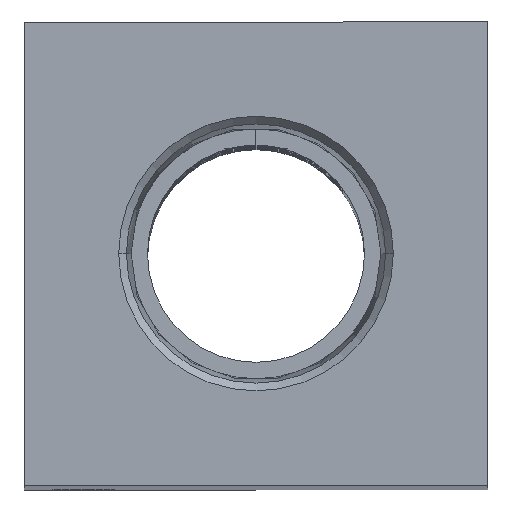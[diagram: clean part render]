
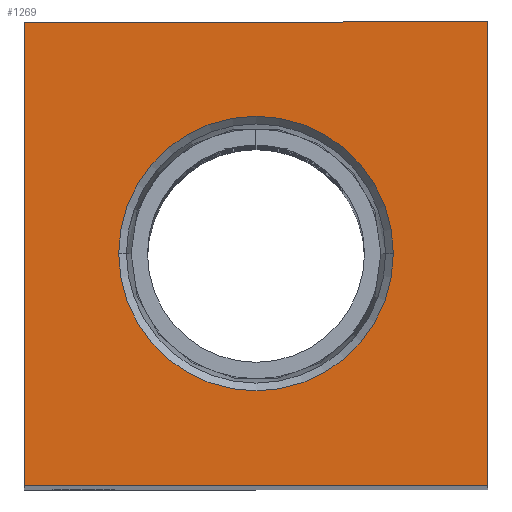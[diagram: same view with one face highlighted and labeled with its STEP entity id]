
A CAD part, top view. The second image highlights one B-rep face of the part: STEP entity #1269.
In plain terms, the highlighted planar face has unit normal (0, 0, 1).
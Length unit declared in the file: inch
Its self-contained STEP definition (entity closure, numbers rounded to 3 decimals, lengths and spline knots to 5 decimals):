
#75 = CARTESIAN_POINT ( 'NONE',  ( 0.75, 0.75, 4.625 ) ) ;
#79 = LINE ( 'NONE', #558, #2662 ) ;
#95 = CARTESIAN_POINT ( 'NONE',  ( 0.75, -0.75, 4.625 ) ) ;
#162 = AXIS2_PLACEMENT_3D ( 'NONE', #1833, #2005, #1343 ) ;
#211 = CIRCLE ( 'NONE', #1776, 0.44487 ) ;
#232 = DIRECTION ( 'NONE',  ( 1., 0., 0. ) ) ;
#242 = DIRECTION ( 'NONE',  ( 0., 0., 1. ) ) ;
#254 = CARTESIAN_POINT ( 'NONE',  ( 0., 0., 4.625 ) ) ;
#376 = VECTOR ( 'NONE', #2546, 39.37008 ) ;
#399 = LINE ( 'NONE', #2356, #2402 ) ;
#483 = CARTESIAN_POINT ( 'NONE',  ( -0.75, -0.75, 4.625 ) ) ;
#496 = VERTEX_POINT ( 'NONE', #483 ) ;
#558 = CARTESIAN_POINT ( 'NONE',  ( 0.75, -0.75, 4.625 ) ) ;
#588 = EDGE_CURVE ( 'NONE', #1306, #693, #399, .T. ) ;
#693 = VERTEX_POINT ( 'NONE', #75 ) ;
#815 = DIRECTION ( 'NONE',  ( 1., 0., 0. ) ) ;
#1036 = CARTESIAN_POINT ( 'NONE',  ( -0.44487, 0., 4.625 ) ) ;
#1166 = EDGE_LOOP ( 'NONE', ( #1463, #2742, #2878, #1192 ) ) ;
#1192 = ORIENTED_EDGE ( 'NONE', *, *, #1797, .T. ) ;
#1269 = ADVANCED_FACE ( 'NONE', ( #2632, #2028 ), #1454, .T. ) ;
#1306 = VERTEX_POINT ( 'NONE', #95 ) ;
#1343 = DIRECTION ( 'NONE',  ( 1., 0., 0. ) ) ;
#1391 = VERTEX_POINT ( 'NONE', #1696 ) ;
#1394 = ORIENTED_EDGE ( 'NONE', *, *, #1777, .F. ) ;
#1415 = CIRCLE ( 'NONE', #2057, 0.44487 ) ;
#1454 = PLANE ( 'NONE',  #162 ) ;
#1463 = ORIENTED_EDGE ( 'NONE', *, *, #1660, .T. ) ;
#1555 = EDGE_CURVE ( 'NONE', #2253, #2079, #1415, .T. ) ;
#1606 = CARTESIAN_POINT ( 'NONE',  ( -0.75, -0.75, 4.625 ) ) ;
#1660 = EDGE_CURVE ( 'NONE', #1391, #496, #2971, .T. ) ;
#1696 = CARTESIAN_POINT ( 'NONE',  ( -0.75, 0.75, 4.625 ) ) ;
#1776 = AXIS2_PLACEMENT_3D ( 'NONE', #2387, #2375, #2318 ) ;
#1777 = EDGE_CURVE ( 'NONE', #2079, #2253, #211, .T. ) ;
#1797 = EDGE_CURVE ( 'NONE', #693, #1391, #2155, .T. ) ;
#1822 = EDGE_LOOP ( 'NONE', ( #1394, #2168 ) ) ;
#1833 = CARTESIAN_POINT ( 'NONE',  ( 0., 0., 4.625 ) ) ;
#2005 = DIRECTION ( 'NONE',  ( 0., 0., 1. ) ) ;
#2028 = FACE_OUTER_BOUND ( 'NONE', #1166, .T. ) ;
#2057 = AXIS2_PLACEMENT_3D ( 'NONE', #254, #242, #232 ) ;
#2079 = VERTEX_POINT ( 'NONE', #2600 ) ;
#2089 = VECTOR ( 'NONE', #2605, 39.37008 ) ;
#2155 = LINE ( 'NONE', #2946, #2089 ) ;
#2168 = ORIENTED_EDGE ( 'NONE', *, *, #1555, .F. ) ;
#2253 = VERTEX_POINT ( 'NONE', #1036 ) ;
#2318 = DIRECTION ( 'NONE',  ( 1., 0., 0. ) ) ;
#2356 = CARTESIAN_POINT ( 'NONE',  ( 0.75, -0.75, 4.625 ) ) ;
#2375 = DIRECTION ( 'NONE',  ( 0., 0., 1. ) ) ;
#2387 = CARTESIAN_POINT ( 'NONE',  ( 0., 0., 4.625 ) ) ;
#2402 = VECTOR ( 'NONE', #2785, 39.37008 ) ;
#2546 = DIRECTION ( 'NONE',  ( 0., -1., 0. ) ) ;
#2600 = CARTESIAN_POINT ( 'NONE',  ( 0.44487, 0., 4.625 ) ) ;
#2605 = DIRECTION ( 'NONE',  ( -1., 0., 0. ) ) ;
#2607 = EDGE_CURVE ( 'NONE', #496, #1306, #79, .T. ) ;
#2632 = FACE_BOUND ( 'NONE', #1822, .T. ) ;
#2662 = VECTOR ( 'NONE', #815, 39.37008 ) ;
#2742 = ORIENTED_EDGE ( 'NONE', *, *, #2607, .T. ) ;
#2785 = DIRECTION ( 'NONE',  ( 0., 1., 0. ) ) ;
#2878 = ORIENTED_EDGE ( 'NONE', *, *, #588, .T. ) ;
#2946 = CARTESIAN_POINT ( 'NONE',  ( 0.75, 0.75, 4.625 ) ) ;
#2971 = LINE ( 'NONE', #1606, #376 ) ;
